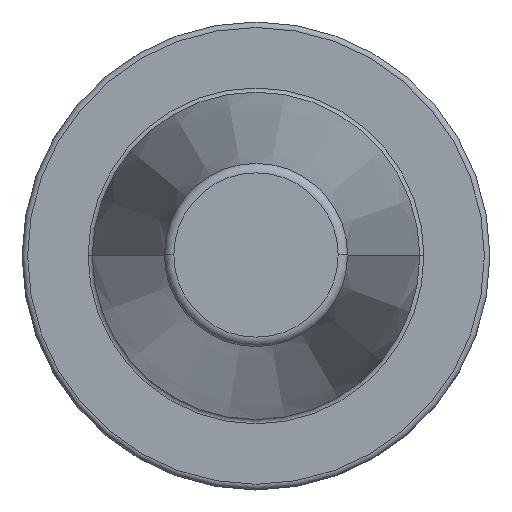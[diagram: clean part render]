
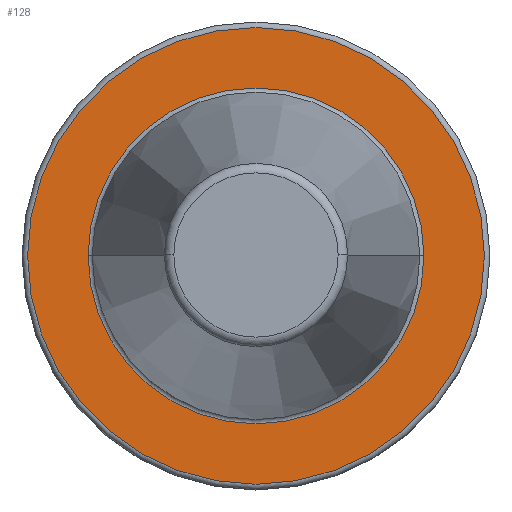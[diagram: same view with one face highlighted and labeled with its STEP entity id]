
A CAD part, top view. The second image highlights one B-rep face of the part: STEP entity #128.
In plain terms, the highlighted planar face has unit normal (0, 0, 1).
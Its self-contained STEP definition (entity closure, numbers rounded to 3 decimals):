
#38=PLANE('',#631);
#47=FACE_BOUND('',#213,.T.);
#48=FACE_BOUND('',#214,.T.);
#128=ADVANCED_FACE('',(#47,#48),#38,.F.);
#213=EDGE_LOOP('',(#315));
#214=EDGE_LOOP('',(#316,#317));
#315=ORIENTED_EDGE('',*,*,#471,.T.);
#316=ORIENTED_EDGE('',*,*,#414,.T.);
#317=ORIENTED_EDGE('',*,*,#416,.T.);
#371=VERTEX_POINT('',#869);
#374=VERTEX_POINT('',#874);
#410=VERTEX_POINT('',#990);
#414=EDGE_CURVE('',#371,#374,#485,.T.);
#416=EDGE_CURVE('',#374,#371,#487,.T.);
#471=EDGE_CURVE('',#410,#410,#523,.T.);
#485=CIRCLE('',#570,22.79);
#487=CIRCLE('',#573,22.79);
#523=CIRCLE('',#630,31.);
#570=AXIS2_PLACEMENT_3D('',#875,#670,#671);
#573=AXIS2_PLACEMENT_3D('',#878,#676,#677);
#630=AXIS2_PLACEMENT_3D('',#989,#809,#810);
#631=AXIS2_PLACEMENT_3D('',#991,#811,#812);
#670=DIRECTION('',(0.,0.,-1.));
#671=DIRECTION('',(-1.,0.,0.));
#676=DIRECTION('',(0.,0.,-1.));
#677=DIRECTION('',(-1.,0.,0.));
#809=DIRECTION('',(0.,0.,1.));
#810=DIRECTION('',(-1.,0.,0.));
#811=DIRECTION('',(0.,0.,-1.));
#812=DIRECTION('',(1.,0.,0.));
#869=CARTESIAN_POINT('',(-22.79,0.,-3.2));
#874=CARTESIAN_POINT('',(22.79,0.,-3.2));
#875=CARTESIAN_POINT('',(0.,0.,-3.2));
#878=CARTESIAN_POINT('',(0.,0.,-3.2));
#989=CARTESIAN_POINT('',(0.,0.,-3.2));
#990=CARTESIAN_POINT('',(-31.,0.,-3.2));
#991=CARTESIAN_POINT('',(0.,22.79,-3.2));
